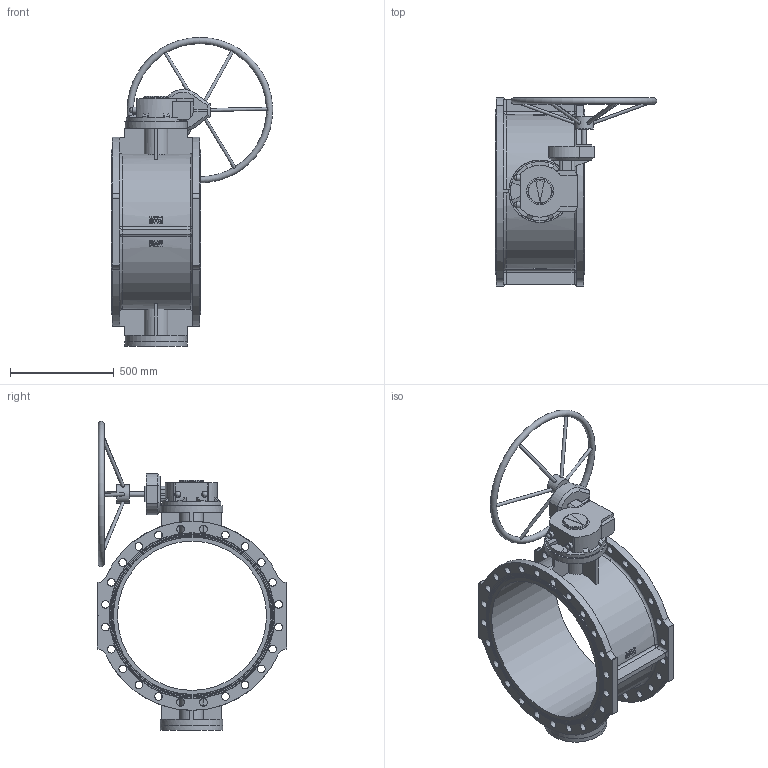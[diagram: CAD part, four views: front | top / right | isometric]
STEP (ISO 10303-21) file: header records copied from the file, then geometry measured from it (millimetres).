
FILE_DESCRIPTION (( 'STEP AP203' ), '1' );
FILE_NAME ('O_756_1_DN700_1XX00_AA0_step.step', '2016-03-04T11:59:46', ( 'Windows User' ), ( 'AVK' ), 'SwSTEP 2.0', 'SolidWorks 2012', '' );
FILE_SCHEMA (( 'CONFIG_CONTROL_DESIGN' ));
Length unit declared in the file: millimetre
Products named in the file (1): O_756_1_DN700_1XX00_AA0_step
Bounding box: 775.96 x 910 x 1487.47 mm (x, y, z)
Volume: 51659485.3 mm3; surface area: 4263659 mm2
Topology: 1 solids, 1 shells, 691 faces, 1969 edges, 1314 vertices
Faces by surface type: plane 262, bspline 216, cylinder 175, cone 17, torus 11, sphere 10
Full cylindrical faces by diameter (mm): 15 x6, 25 x1, 30 x2, 37 x48, 90 x1, 116 x1, 130 x1, 285 x1, 300 x3, 718 x1, 794 x2
Entity records: 27748 total; most frequent: CARTESIAN_POINT 12107, ORIENTED_EDGE 3630, DIRECTION 2356, EDGE_CURVE 1815, VERTEX_POINT 1249, EDGE_LOOP 922, AXIS2_PLACEMENT_3D 867, B_SPLINE_CURVE_WITH_KNOTS 782
